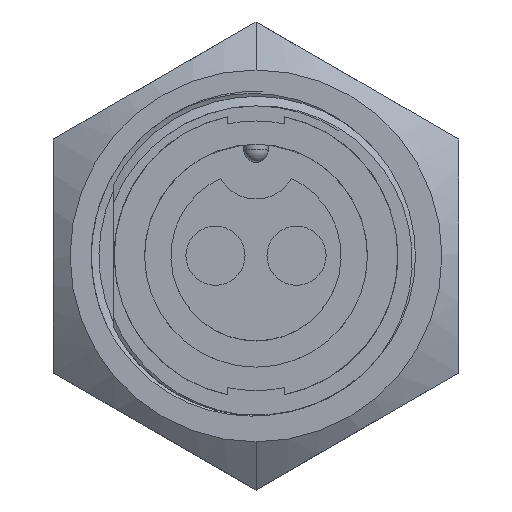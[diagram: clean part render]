
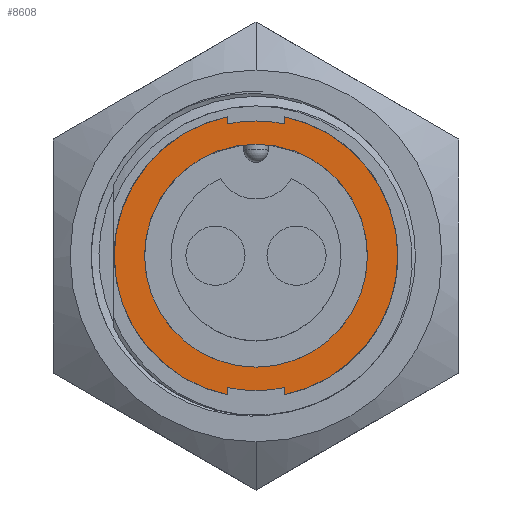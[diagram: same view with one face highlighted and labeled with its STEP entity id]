
A CAD part, top view. The second image highlights one B-rep face of the part: STEP entity #8608.
In plain terms, the highlighted planar face has unit normal (0, 0, 1).
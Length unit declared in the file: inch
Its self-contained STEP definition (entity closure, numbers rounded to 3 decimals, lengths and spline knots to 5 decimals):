
#62 = CARTESIAN_POINT ( 'NONE',  ( 0., 0., 0. ) ) ;
#261 = DIRECTION ( 'NONE',  ( 0., 0., -1. ) ) ;
#508 = DIRECTION ( 'NONE',  ( 1., 0., 0. ) ) ;
#547 = VERTEX_POINT ( 'NONE', #9500 ) ;
#610 = LINE ( 'NONE', #10556, #2888 ) ;
#780 = DIRECTION ( 'NONE',  ( 1., 0., 0. ) ) ;
#881 = CARTESIAN_POINT ( 'NONE',  ( 0., -0.3325, 0. ) ) ;
#943 = CARTESIAN_POINT ( 'NONE',  ( 0., 0., 0. ) ) ;
#982 = EDGE_CURVE ( 'NONE', #13275, #6046, #4033, .T. ) ;
#1055 = AXIS2_PLACEMENT_3D ( 'NONE', #4532, #12288, #5637 ) ;
#1125 = DIRECTION ( 'NONE',  ( 0., 0., -1. ) ) ;
#1182 = DIRECTION ( 'NONE',  ( 0., -1., 0. ) ) ;
#1202 = ORIENTED_EDGE ( 'NONE', *, *, #8379, .T. ) ;
#1465 = CARTESIAN_POINT ( 'NONE',  ( 0., 0.275, 0. ) ) ;
#1513 = FACE_BOUND ( 'NONE', #8932, .T. ) ;
#1687 = CARTESIAN_POINT ( 'NONE',  ( -0.07, 0.34293, 0. ) ) ;
#1848 = ORIENTED_EDGE ( 'NONE', *, *, #13935, .F. ) ;
#1895 = AXIS2_PLACEMENT_3D ( 'NONE', #2661, #11618, #4948 ) ;
#1961 = VERTEX_POINT ( 'NONE', #9994 ) ;
#2023 = CIRCLE ( 'NONE', #3421, 0.3325 ) ;
#2065 = DIRECTION ( 'NONE',  ( 0., -1., 0. ) ) ;
#2112 = ORIENTED_EDGE ( 'NONE', *, *, #9099, .F. ) ;
#2155 = CARTESIAN_POINT ( 'NONE',  ( 0., 0., 0. ) ) ;
#2661 = CARTESIAN_POINT ( 'NONE',  ( 0., 0.35, 0. ) ) ;
#2733 = AXIS2_PLACEMENT_3D ( 'NONE', #62, #7856, #1182 ) ;
#2888 = VECTOR ( 'NONE', #12797, 39.37008 ) ;
#2931 = CIRCLE ( 'NONE', #4534, 0.35 ) ;
#3046 = EDGE_CURVE ( 'NONE', #4334, #5573, #6792, .T. ) ;
#3097 = VERTEX_POINT ( 'NONE', #3638 ) ;
#3300 = DIRECTION ( 'NONE',  ( 0., -1., 0. ) ) ;
#3421 = AXIS2_PLACEMENT_3D ( 'NONE', #7796, #1125, #8915 ) ;
#3638 = CARTESIAN_POINT ( 'NONE',  ( 0.07, 0.34293, 0. ) ) ;
#3857 = ORIENTED_EDGE ( 'NONE', *, *, #6103, .F. ) ;
#3984 = EDGE_CURVE ( 'NONE', #5817, #13874, #14053, .T. ) ;
#4033 = CIRCLE ( 'NONE', #14227, 0.3325 ) ;
#4133 = FACE_OUTER_BOUND ( 'NONE', #12454, .T. ) ;
#4334 = VERTEX_POINT ( 'NONE', #881 ) ;
#4504 = ORIENTED_EDGE ( 'NONE', *, *, #7031, .T. ) ;
#4532 = CARTESIAN_POINT ( 'NONE',  ( 0., 0., 0. ) ) ;
#4534 = AXIS2_PLACEMENT_3D ( 'NONE', #943, #8743, #2065 ) ;
#4948 = DIRECTION ( 'NONE',  ( 0., 1., 0. ) ) ;
#5065 = CARTESIAN_POINT ( 'NONE',  ( -0.07, 0.34293, 0. ) ) ;
#5177 = CIRCLE ( 'NONE', #5936, 0.35 ) ;
#5253 = DIRECTION ( 'NONE',  ( 0., -1., 0. ) ) ;
#5573 = VERTEX_POINT ( 'NONE', #8879 ) ;
#5637 = DIRECTION ( 'NONE',  ( 0., -1., 0. ) ) ;
#5817 = VERTEX_POINT ( 'NONE', #1465 ) ;
#5936 = AXIS2_PLACEMENT_3D ( 'NONE', #2155, #9968, #3300 ) ;
#5980 = ORIENTED_EDGE ( 'NONE', *, *, #11810, .F. ) ;
#5981 = ORIENTED_EDGE ( 'NONE', *, *, #10516, .F. ) ;
#6046 = VERTEX_POINT ( 'NONE', #6324 ) ;
#6103 = EDGE_CURVE ( 'NONE', #5573, #10637, #7785, .T. ) ;
#6230 = LINE ( 'NONE', #1687, #12833 ) ;
#6324 = CARTESIAN_POINT ( 'NONE',  ( 0.07, 0.32505, 0. ) ) ;
#6496 = EDGE_CURVE ( 'NONE', #13874, #5817, #11631, .T. ) ;
#6792 = CIRCLE ( 'NONE', #13975, 0.3325 ) ;
#6921 = VECTOR ( 'NONE', #12442, 39.37008 ) ;
#6938 = CARTESIAN_POINT ( 'NONE',  ( 0., 0., 0. ) ) ;
#7031 = EDGE_CURVE ( 'NONE', #1961, #3097, #2931, .T. ) ;
#7185 = DIRECTION ( 'NONE',  ( 0., 0., -1. ) ) ;
#7403 = CARTESIAN_POINT ( 'NONE',  ( -0.07, -0.34293, 0. ) ) ;
#7435 = VECTOR ( 'NONE', #5253, 39.37008 ) ;
#7469 = DIRECTION ( 'NONE',  ( 0., 0., -1. ) ) ;
#7785 = LINE ( 'NONE', #10817, #7435 ) ;
#7796 = CARTESIAN_POINT ( 'NONE',  ( 0., 0., 0. ) ) ;
#7856 = DIRECTION ( 'NONE',  ( 0., 0., 1. ) ) ;
#8055 = DIRECTION ( 'NONE',  ( 1., 0., 0. ) ) ;
#8195 = EDGE_CURVE ( 'NONE', #8214, #547, #6230, .T. ) ;
#8214 = VERTEX_POINT ( 'NONE', #5065 ) ;
#8379 = EDGE_CURVE ( 'NONE', #8214, #10637, #5177, .T. ) ;
#8591 = CARTESIAN_POINT ( 'NONE',  ( 0., 0.3325, 0. ) ) ;
#8608 = ADVANCED_FACE ( 'NONE', ( #4133, #1513 ), #9380, .F. ) ;
#8743 = DIRECTION ( 'NONE',  ( 0., 0., 1. ) ) ;
#8879 = CARTESIAN_POINT ( 'NONE',  ( -0.07, -0.32505, 0. ) ) ;
#8915 = DIRECTION ( 'NONE',  ( 1., 0., 0. ) ) ;
#8932 = EDGE_LOOP ( 'NONE', ( #12556, #13725 ) ) ;
#8939 = AXIS2_PLACEMENT_3D ( 'NONE', #14102, #7469, #780 ) ;
#9018 = VERTEX_POINT ( 'NONE', #10935 ) ;
#9099 = EDGE_CURVE ( 'NONE', #9018, #4334, #2023, .T. ) ;
#9380 = PLANE ( 'NONE',  #1895 ) ;
#9499 = DIRECTION ( 'NONE',  ( 0., -1., 0. ) ) ;
#9500 = CARTESIAN_POINT ( 'NONE',  ( -0.07, 0.32505, 0. ) ) ;
#9883 = LINE ( 'NONE', #10235, #6921 ) ;
#9968 = DIRECTION ( 'NONE',  ( 0., 0., 1. ) ) ;
#9994 = CARTESIAN_POINT ( 'NONE',  ( 0.07, -0.34293, 0. ) ) ;
#10235 = CARTESIAN_POINT ( 'NONE',  ( 0.07, 0.34293, 0. ) ) ;
#10516 = EDGE_CURVE ( 'NONE', #1961, #9018, #610, .T. ) ;
#10556 = CARTESIAN_POINT ( 'NONE',  ( 0.07, -0.32505, 0. ) ) ;
#10637 = VERTEX_POINT ( 'NONE', #7403 ) ;
#10817 = CARTESIAN_POINT ( 'NONE',  ( -0.07, -0.32505, 0. ) ) ;
#10935 = CARTESIAN_POINT ( 'NONE',  ( 0.07, -0.32505, 0. ) ) ;
#11618 = DIRECTION ( 'NONE',  ( 0., 0., -1. ) ) ;
#11631 = CIRCLE ( 'NONE', #1055, 0.275 ) ;
#11810 = EDGE_CURVE ( 'NONE', #6046, #3097, #9883, .T. ) ;
#12288 = DIRECTION ( 'NONE',  ( 0., 0., 1. ) ) ;
#12442 = DIRECTION ( 'NONE',  ( 0., 1., 0. ) ) ;
#12454 = EDGE_LOOP ( 'NONE', ( #1202, #3857, #12813, #2112, #5981, #4504, #5980, #12773, #1848, #14343 ) ) ;
#12556 = ORIENTED_EDGE ( 'NONE', *, *, #6496, .F. ) ;
#12773 = ORIENTED_EDGE ( 'NONE', *, *, #982, .F. ) ;
#12797 = DIRECTION ( 'NONE',  ( 0., 1., 0. ) ) ;
#12813 = ORIENTED_EDGE ( 'NONE', *, *, #3046, .F. ) ;
#12833 = VECTOR ( 'NONE', #9499, 39.37008 ) ;
#12901 = CARTESIAN_POINT ( 'NONE',  ( 0., -0.275, 0. ) ) ;
#13135 = CIRCLE ( 'NONE', #8939, 0.3325 ) ;
#13275 = VERTEX_POINT ( 'NONE', #8591 ) ;
#13725 = ORIENTED_EDGE ( 'NONE', *, *, #3984, .F. ) ;
#13827 = CARTESIAN_POINT ( 'NONE',  ( 0., 0., 0. ) ) ;
#13874 = VERTEX_POINT ( 'NONE', #12901 ) ;
#13935 = EDGE_CURVE ( 'NONE', #547, #13275, #13135, .T. ) ;
#13975 = AXIS2_PLACEMENT_3D ( 'NONE', #6938, #261, #8055 ) ;
#14053 = CIRCLE ( 'NONE', #2733, 0.275 ) ;
#14102 = CARTESIAN_POINT ( 'NONE',  ( 0., 0., 0. ) ) ;
#14227 = AXIS2_PLACEMENT_3D ( 'NONE', #13827, #7185, #508 ) ;
#14343 = ORIENTED_EDGE ( 'NONE', *, *, #8195, .F. ) ;
